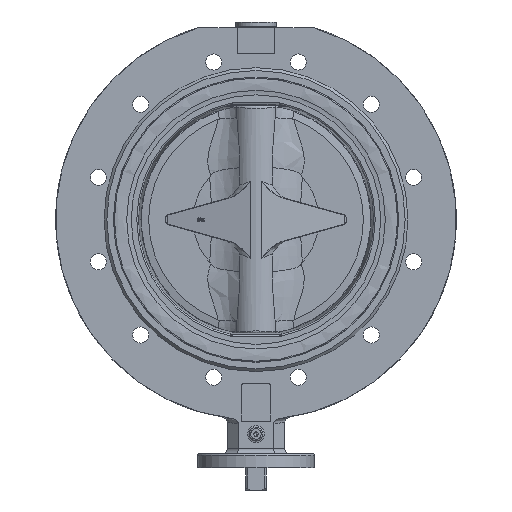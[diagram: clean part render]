
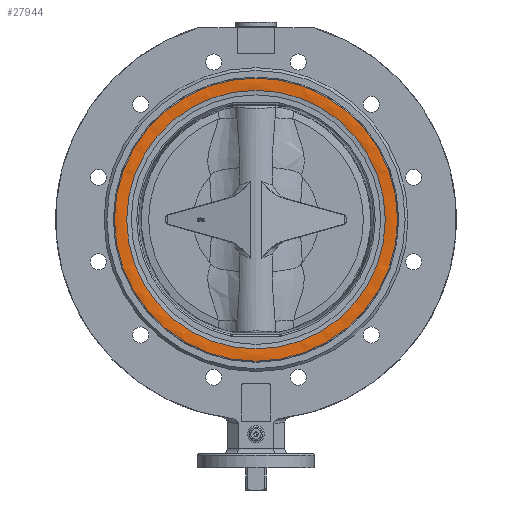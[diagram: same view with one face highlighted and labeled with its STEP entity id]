
A CAD part, left-side view. The second image highlights one B-rep face of the part: STEP entity #27944.
In plain terms, the highlighted free-form (B-spline) face has degree [2, 2] with [3, 9] control points.
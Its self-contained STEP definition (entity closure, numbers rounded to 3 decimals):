
#27648=CARTESIAN_POINT('',(-151.845,-34.925,0.0));
#27649=VERTEX_POINT('',#27648);
#27650=CARTESIAN_POINT('',(0.0,-34.925,0.0));
#27651=DIRECTION('',(0.0,1.0,0.0));
#27652=DIRECTION('',(-1.0,0.0,0.0));
#27653=AXIS2_PLACEMENT_3D('',#27650,#27651,#27652);
#27654=CIRCLE('',#27653,151.845);
#27655=EDGE_CURVE('',#27649,#27649,#27654,.T.);
#27895=CARTESIAN_POINT('',(0.,-34.6,-153.294));
#27896=CARTESIAN_POINT('',(0.,-36.428,-146.0));
#27897=CARTESIAN_POINT('',(0.,-34.6,-138.706));
#27898=CARTESIAN_POINT('',(-153.294,-34.6,-153.294));
#27899=CARTESIAN_POINT('',(-146.0,-36.428,-146.));
#27900=CARTESIAN_POINT('',(-138.706,-34.6,-138.706));
#27901=CARTESIAN_POINT('',(-153.294,-34.6,0.));
#27902=CARTESIAN_POINT('',(-146.0,-36.428,0.));
#27903=CARTESIAN_POINT('',(-138.706,-34.6,0.));
#27904=CARTESIAN_POINT('',(-153.294,-34.6,153.294));
#27905=CARTESIAN_POINT('',(-146.,-36.428,146.0));
#27906=CARTESIAN_POINT('',(-138.706,-34.6,138.706));
#27907=CARTESIAN_POINT('',(0.,-34.6,153.294));
#27908=CARTESIAN_POINT('',(0.,-36.428,146.0));
#27909=CARTESIAN_POINT('',(0.,-34.6,138.706));
#27910=CARTESIAN_POINT('',(153.294,-34.6,153.294));
#27911=CARTESIAN_POINT('',(146.0,-36.428,146.));
#27912=CARTESIAN_POINT('',(138.706,-34.6,138.706));
#27913=CARTESIAN_POINT('',(153.294,-34.6,0.));
#27914=CARTESIAN_POINT('',(146.0,-36.428,0.));
#27915=CARTESIAN_POINT('',(138.706,-34.6,0.));
#27916=CARTESIAN_POINT('',(153.294,-34.6,-153.294));
#27917=CARTESIAN_POINT('',(146.,-36.428,-146.0));
#27918=CARTESIAN_POINT('',(138.706,-34.6,-138.706));
#27919=CARTESIAN_POINT('',(0.,-34.6,-153.294));
#27920=CARTESIAN_POINT('',(0.,-36.428,-146.0));
#27921=CARTESIAN_POINT('',(0.,-34.6,-138.706));
#27929=(BOUNDED_SURFACE()B_SPLINE_SURFACE(2,2,((#27895,#27898,#27901,#27904,#27907,#27910,#27913,#27916,#27919),(#27896,#27899,#27902,#27905,#27908,#27911,#27914,#27917,#27920),(#27897,#27900,#27903,#27906,#27909,#27912,#27915,#27918,#27921)),.UNSPECIFIED.,.F.,.T.,.U.)B_SPLINE_SURFACE_WITH_KNOTS((3,3),(3,2,2,2,3),(1.325,1.816),(0.0,1.571,3.142,4.712,6.283),.UNSPECIFIED.)GEOMETRIC_REPRESENTATION_ITEM()RATIONAL_B_SPLINE_SURFACE(((1.0,0.707,1.0,0.707,1.0,0.707,1.0,0.707,1.0),(0.97,0.686,0.97,0.686,0.97,0.686,0.97,0.686,0.97),(1.0,0.707,1.0,0.707,1.0,0.707,1.0,0.707,1.0)))REPRESENTATION_ITEM('')SURFACE());
#27930=CARTESIAN_POINT('',(-138.706,-34.6,0.0));
#27931=VERTEX_POINT('',#27930);
#27932=CARTESIAN_POINT('',(0.0,-34.6,0.0));
#27933=DIRECTION('',(0.0,1.0,0.0));
#27934=DIRECTION('',(-1.0,0.0,0.0));
#27935=AXIS2_PLACEMENT_3D('',#27932,#27933,#27934);
#27936=CIRCLE('',#27935,138.706);
#27937=EDGE_CURVE('',#27931,#27931,#27936,.T.);
#27938=ORIENTED_EDGE('',*,*,#27937,.T.);
#27939=EDGE_LOOP('',(#27938));
#27940=FACE_OUTER_BOUND('',#27939,.T.);
#27941=ORIENTED_EDGE('',*,*,#27655,.F.);
#27942=EDGE_LOOP('',(#27941));
#27943=FACE_BOUND('',#27942,.T.);
#27944=ADVANCED_FACE('',(#27940,#27943),#27929,.T.);
